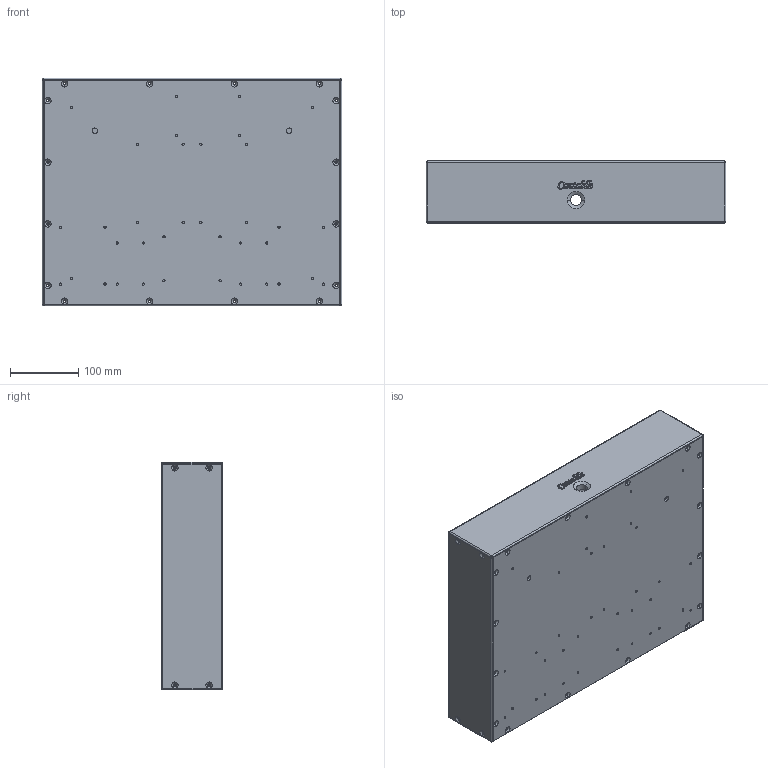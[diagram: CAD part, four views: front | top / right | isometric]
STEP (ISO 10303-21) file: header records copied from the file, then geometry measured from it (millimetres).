
FILE_DESCRIPTION (( 'STEP AP214' ), '1' );
FILE_NAME ('組合.STEP', '2018-07-26T15:04:59', ( '' ), ( '' ), 'SwSTEP 2.0', 'SolidWorks 2018', '' );
FILE_SCHEMA (( 'AUTOMOTIVE_DESIGN' ));
Length unit declared in the file: millimetre
Products named in the file (6): FrontPanel; 組合; Bottom; BackPanel; top; SidePanel
Assembly tree (6 placements, depth 2):
  組合
    FrontPanel
    SidePanel  x2
    top
    BackPanel
    Bottom
Bounding box: 438 x 90 x 333 mm (x, y, z)
Volume: 2584848.7 mm3; surface area: 906352 mm2
Topology: 6 solids, 6 shells, 662 faces, 1754 edges, 1098 vertices
Faces by surface type: cylinder 254, cone 150, bspline 150, plane 100, sphere 8
Entity records: 24199 total; most frequent: CARTESIAN_POINT 7845, ORIENTED_EDGE 3254, DIRECTION 2879, EDGE_CURVE 1627, AXIS2_PLACEMENT_3D 1072, VERTEX_POINT 1034, EDGE_LOOP 839, LINE 735
